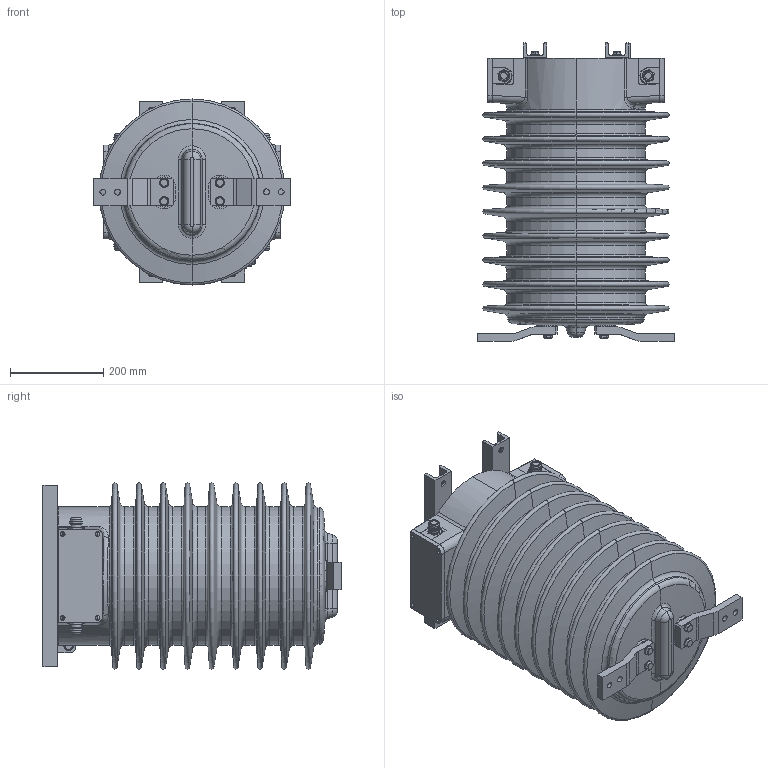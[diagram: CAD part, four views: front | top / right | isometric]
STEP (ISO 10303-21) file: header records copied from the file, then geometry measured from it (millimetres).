
FILE_DESCRIPTION(('STEP AP242'), '1');
FILE_NAME('ﾒﾋ-ﾝﾊ-35 ﾌ1', '', ('UNSPECIFIED'), ('UNSPECIFIED'), 'ASCON STEP Converter 1.6', 'ASCON Math Kernel', '');
FILE_SCHEMA(('AP242_MANAGED_MODEL_BASED_3D_ENGINEERING_MIM_LF { 1 0 10303 442 1 1 4 }'));
Length unit declared in the file: millimetre
Products named in the file (19): Ñáîðêà Ì20 S24; Anschlussleiste; Anschlussklemme; Eingießmutter M5
Assembly tree (73 placements, depth 3):
  (unnamed)
    (unnamed)
    (unnamed)  x2
    Ñáîðêà Ì20 S24  x4
    Anschlussleiste  x2
    Anschlussklemme  x16
    Eingießmutter M5  x8
    (unnamed)  x4
    (unnamed)
      (unnamed)
    (unnamed)
      (unnamed)
    (unnamed)  x10
    (unnamed)  x5
    (unnamed)  x8
    (unnamed)  x2
    (unnamed)  x2
    (unnamed)  x4
    (unnamed)
Bounding box: 422.92 x 641 x 399.99 mm (x, y, z)
Volume: 46841168.9 mm3; surface area: 2190619 mm2
Topology: 71 solids, 71 shells, 1903 faces, 4565 edges, 2901 vertices
Faces by surface type: plane 1229, cylinder 373, cone 164, torus 89, bspline 30, sphere 18
Full cylindrical faces by diameter (mm): 4.2 x8, 4.95 x2, 5 x56, 6 x16, 6.5 x8, 8 x24, 8.376 x17, 10 x29, 10.5 x10, 11 x4, 13 x9, 14 x8, 14.5 x4, 18.984 x4, 19 x8, 19.802 x4, 20 x14, 22 x4, 23.5 x8
Entity records: 41674 total; most frequent: CARTESIAN_POINT 11034, DIRECTION 4386, ORIENTED_EDGE 4206, EDGE_CURVE 2103, AXIS2_PLACEMENT_3D 1476, LINE 1434, VECTOR 1434, VERTEX_POINT 1388
